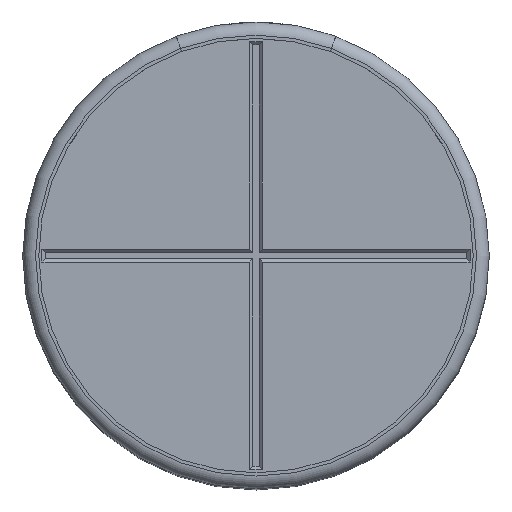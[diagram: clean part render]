
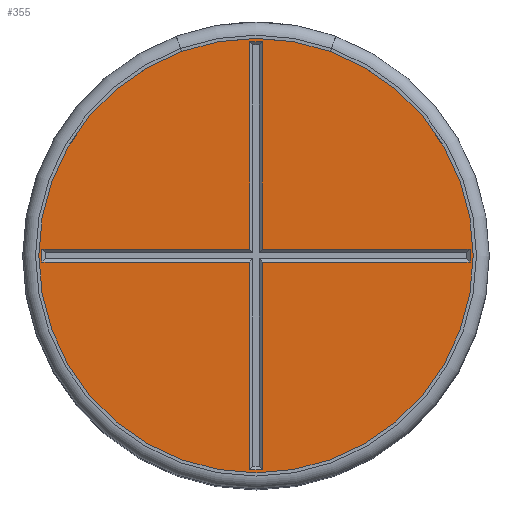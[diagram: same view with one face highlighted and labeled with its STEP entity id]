
A CAD part, top view. The second image highlights one B-rep face of the part: STEP entity #355.
In plain terms, the highlighted planar face has unit normal (0, 0, 1).
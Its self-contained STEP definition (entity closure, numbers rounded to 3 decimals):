
#355=ADVANCED_FACE('',(#843,#845),#847,.T.);
#843=FACE_BOUND('',#844,.T.);
#844=EDGE_LOOP('',(#1223));
#845=FACE_BOUND('',#846,.T.);
#846=EDGE_LOOP('',(#1224,#1225,#1226,#1227,#1228,#1229,#1230,#1231,#1232,#1233,#1234,
#1235));
#847=PLANE('',#848);
#848=AXIS2_PLACEMENT_3D('',#849,#850,#851);
#849=CARTESIAN_POINT('',(0.,0.,19.9));
#850=DIRECTION('',(0.,0.,1.));
#851=DIRECTION('',(1.,0.,0.));
#1223=ORIENTED_EDGE('',*,*,#1429,.T.);
#1224=ORIENTED_EDGE('',*,*,#1440,.T.);
#1225=ORIENTED_EDGE('',*,*,#1441,.T.);
#1226=ORIENTED_EDGE('',*,*,#1442,.T.);
#1227=ORIENTED_EDGE('',*,*,#1443,.T.);
#1228=ORIENTED_EDGE('',*,*,#1444,.T.);
#1229=ORIENTED_EDGE('',*,*,#1445,.T.);
#1230=ORIENTED_EDGE('',*,*,#1446,.T.);
#1231=ORIENTED_EDGE('',*,*,#1447,.T.);
#1232=ORIENTED_EDGE('',*,*,#1448,.T.);
#1233=ORIENTED_EDGE('',*,*,#1449,.T.);
#1234=ORIENTED_EDGE('',*,*,#1450,.T.);
#1235=ORIENTED_EDGE('',*,*,#1451,.T.);
#1429=EDGE_CURVE('',#1640,#1640,#1641,.T.);
#1440=EDGE_CURVE('',#1662,#1663,#1664,.F.);
#1441=EDGE_CURVE('',#1663,#1665,#1666,.F.);
#1442=EDGE_CURVE('',#1665,#1667,#1668,.F.);
#1443=EDGE_CURVE('',#1667,#1669,#1670,.F.);
#1444=EDGE_CURVE('',#1669,#1671,#1672,.F.);
#1445=EDGE_CURVE('',#1671,#1673,#1674,.F.);
#1446=EDGE_CURVE('',#1673,#1675,#1676,.F.);
#1447=EDGE_CURVE('',#1675,#1677,#1678,.F.);
#1448=EDGE_CURVE('',#1677,#1679,#1680,.F.);
#1449=EDGE_CURVE('',#1679,#1681,#1682,.F.);
#1450=EDGE_CURVE('',#1681,#1683,#1684,.F.);
#1451=EDGE_CURVE('',#1683,#1662,#1685,.F.);
#1640=VERTEX_POINT('',#2121);
#1641=CIRCLE('',#2122,6.75);
#1662=VERTEX_POINT('',#2172);
#1663=VERTEX_POINT('',#2173);
#1664=LINE('',#2174,#2175);
#1665=VERTEX_POINT('',#2177);
#1666=LINE('',#2178,#2179);
#1667=VERTEX_POINT('',#2181);
#1668=LINE('',#2182,#2183);
#1669=VERTEX_POINT('',#2185);
#1670=LINE('',#2186,#2187);
#1671=VERTEX_POINT('',#2189);
#1672=LINE('',#2190,#2191);
#1673=VERTEX_POINT('',#2193);
#1674=LINE('',#2194,#2195);
#1675=VERTEX_POINT('',#2197);
#1676=LINE('',#2198,#2199);
#1677=VERTEX_POINT('',#2201);
#1678=LINE('',#2202,#2203);
#1679=VERTEX_POINT('',#2205);
#1680=LINE('',#2206,#2207);
#1681=VERTEX_POINT('',#2209);
#1682=LINE('',#2210,#2211);
#1683=VERTEX_POINT('',#2213);
#1684=LINE('',#2214,#2215);
#1685=LINE('',#2217,#2218);
#2121=CARTESIAN_POINT('',(6.75,0.,19.9));
#2122=AXIS2_PLACEMENT_3D('',#2123,#2124,#2125);
#2123=CARTESIAN_POINT('',(0.,0.,19.9));
#2124=DIRECTION('',(0.,0.,1.));
#2125=DIRECTION('',(1.,0.,0.));
#2172=CARTESIAN_POINT('',(-0.2,-0.2,19.9));
#2173=CARTESIAN_POINT('',(-6.65,-0.2,19.9));
#2174=CARTESIAN_POINT('',(-6.65,-0.2,19.9));
#2175=VECTOR('',#2176,1.);
#2176=DIRECTION('',(1.,0.,0.));
#2177=CARTESIAN_POINT('',(-6.65,0.2,19.9));
#2178=CARTESIAN_POINT('',(-6.65,0.2,19.9));
#2179=VECTOR('',#2180,1.);
#2180=DIRECTION('',(0.,-1.,0.));
#2181=CARTESIAN_POINT('',(-0.2,0.2,19.9));
#2182=CARTESIAN_POINT('',(-0.2,0.2,19.9));
#2183=VECTOR('',#2184,1.);
#2184=DIRECTION('',(-1.,0.,0.));
#2185=CARTESIAN_POINT('',(-0.2,6.65,19.9));
#2186=CARTESIAN_POINT('',(-0.2,6.65,19.9));
#2187=VECTOR('',#2188,1.);
#2188=DIRECTION('',(0.,-1.,0.));
#2189=CARTESIAN_POINT('',(0.2,6.65,19.9));
#2190=CARTESIAN_POINT('',(0.2,6.65,19.9));
#2191=VECTOR('',#2192,1.);
#2192=DIRECTION('',(-1.,0.,0.));
#2193=CARTESIAN_POINT('',(0.2,0.2,19.9));
#2194=CARTESIAN_POINT('',(0.2,0.2,19.9));
#2195=VECTOR('',#2196,1.);
#2196=DIRECTION('',(0.,1.,0.));
#2197=CARTESIAN_POINT('',(6.65,0.2,19.9));
#2198=CARTESIAN_POINT('',(6.65,0.2,19.9));
#2199=VECTOR('',#2200,1.);
#2200=DIRECTION('',(-1.,0.,0.));
#2201=CARTESIAN_POINT('',(6.65,-0.2,19.9));
#2202=CARTESIAN_POINT('',(6.65,-0.2,19.9));
#2203=VECTOR('',#2204,1.);
#2204=DIRECTION('',(0.,1.,0.));
#2205=CARTESIAN_POINT('',(0.2,-0.2,19.9));
#2206=CARTESIAN_POINT('',(0.2,-0.2,19.9));
#2207=VECTOR('',#2208,1.);
#2208=DIRECTION('',(1.,0.,0.));
#2209=CARTESIAN_POINT('',(0.2,-6.65,19.9));
#2210=CARTESIAN_POINT('',(0.2,-6.65,19.9));
#2211=VECTOR('',#2212,1.);
#2212=DIRECTION('',(0.,1.,0.));
#2213=CARTESIAN_POINT('',(-0.2,-6.65,19.9));
#2214=CARTESIAN_POINT('',(-0.2,-6.65,19.9));
#2215=VECTOR('',#2216,1.);
#2216=DIRECTION('',(1.,0.,0.));
#2217=CARTESIAN_POINT('',(-0.2,-0.2,19.9));
#2218=VECTOR('',#2219,1.);
#2219=DIRECTION('',(0.,-1.,0.));
